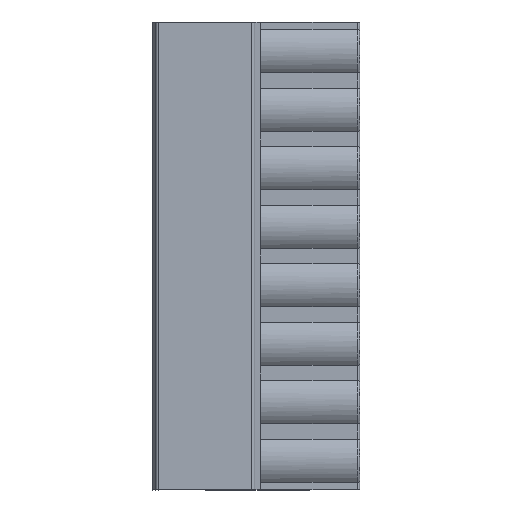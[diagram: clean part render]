
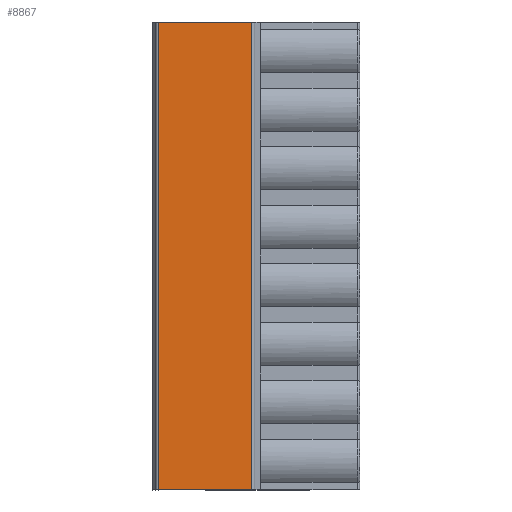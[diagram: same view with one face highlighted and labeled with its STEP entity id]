
A CAD part, front view. The second image highlights one B-rep face of the part: STEP entity #8867.
In plain terms, the highlighted planar face has unit normal (0, -1, 0).
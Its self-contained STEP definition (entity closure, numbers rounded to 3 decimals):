
#171 = DIRECTION ( 'NONE',  ( 1., 0., 0. ) ) ;
#482 = CARTESIAN_POINT ( 'NONE',  ( 8.1, 0., 22.86 ) ) ;
#760 = ORIENTED_EDGE ( 'NONE', *, *, #6685, .T. ) ;
#899 = VECTOR ( 'NONE', #1689, 1000. ) ;
#989 = LINE ( 'NONE', #1737, #899 ) ;
#1197 = PLANE ( 'NONE',  #1327 ) ;
#1294 = LINE ( 'NONE', #482, #3549 ) ;
#1327 = AXIS2_PLACEMENT_3D ( 'NONE', #5490, #9536, #2160 ) ;
#1544 = ORIENTED_EDGE ( 'NONE', *, *, #1811, .F. ) ;
#1602 = VECTOR ( 'NONE', #171, 1000. ) ;
#1632 = CARTESIAN_POINT ( 'NONE',  ( 0., 0., -2.54 ) ) ;
#1689 = DIRECTION ( 'NONE',  ( 1., 0., 0. ) ) ;
#1729 = VERTEX_POINT ( 'NONE', #4747 ) ;
#1737 = CARTESIAN_POINT ( 'NONE',  ( 8.4, 0., 38.1 ) ) ;
#1811 = EDGE_CURVE ( 'NONE', #4210, #3231, #989, .T. ) ;
#2023 = EDGE_CURVE ( 'NONE', #6379, #1729, #3666, .T. ) ;
#2160 = DIRECTION ( 'NONE',  ( 0., 0., -1. ) ) ;
#2208 = DIRECTION ( 'NONE',  ( 0., 0., -1. ) ) ;
#3231 = VERTEX_POINT ( 'NONE', #7081 ) ;
#3549 = VECTOR ( 'NONE', #7959, 1000. ) ;
#3666 = LINE ( 'NONE', #9221, #1602 ) ;
#4067 = VECTOR ( 'NONE', #2208, 1000. ) ;
#4145 = CARTESIAN_POINT ( 'NONE',  ( 0., 0., 38.1 ) ) ;
#4210 = VERTEX_POINT ( 'NONE', #4145 ) ;
#4747 = CARTESIAN_POINT ( 'NONE',  ( 8.1, 0., -2.54 ) ) ;
#5486 = LINE ( 'NONE', #8723, #4067 ) ;
#5490 = CARTESIAN_POINT ( 'NONE',  ( 8.4, 0., 22.86 ) ) ;
#5923 = ORIENTED_EDGE ( 'NONE', *, *, #6614, .T. ) ;
#6242 = FACE_OUTER_BOUND ( 'NONE', #8100, .T. ) ;
#6379 = VERTEX_POINT ( 'NONE', #1632 ) ;
#6614 = EDGE_CURVE ( 'NONE', #4210, #6379, #5486, .T. ) ;
#6685 = EDGE_CURVE ( 'NONE', #1729, #3231, #1294, .T. ) ;
#7081 = CARTESIAN_POINT ( 'NONE',  ( 8.1, 0., 38.1 ) ) ;
#7959 = DIRECTION ( 'NONE',  ( 0., 0., 1. ) ) ;
#8100 = EDGE_LOOP ( 'NONE', ( #760, #1544, #5923, #9818 ) ) ;
#8723 = CARTESIAN_POINT ( 'NONE',  ( 0., 0., 22.86 ) ) ;
#8867 = ADVANCED_FACE ( 'NONE', ( #6242 ), #1197, .T. ) ;
#9221 = CARTESIAN_POINT ( 'NONE',  ( 8.4, 0., -2.54 ) ) ;
#9536 = DIRECTION ( 'NONE',  ( 0., -1., 0. ) ) ;
#9818 = ORIENTED_EDGE ( 'NONE', *, *, #2023, .T. ) ;
